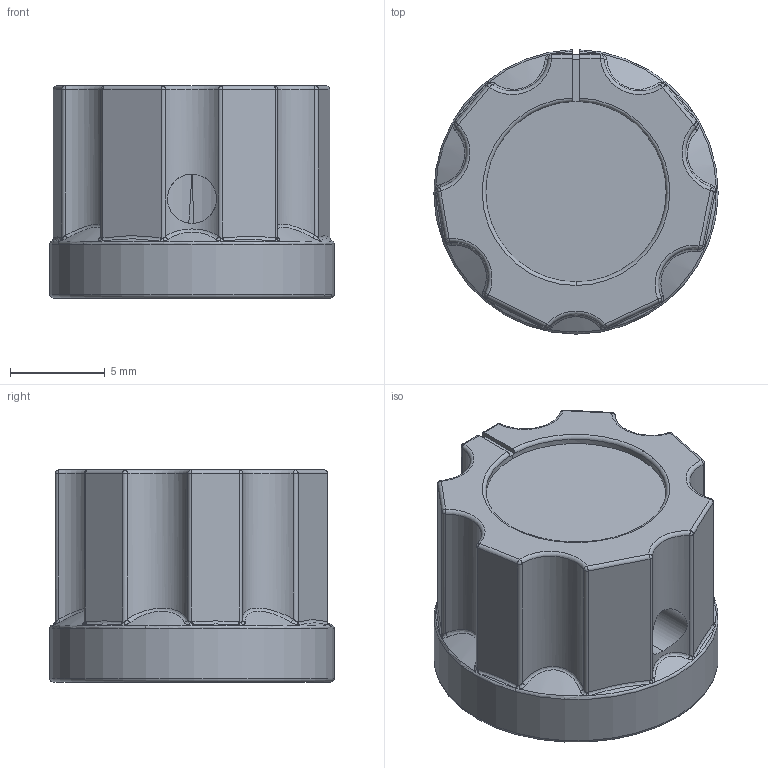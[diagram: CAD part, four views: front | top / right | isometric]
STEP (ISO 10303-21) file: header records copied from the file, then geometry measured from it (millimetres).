
FILE_DESCRIPTION((' '),'2;1');
FILE_NAME( 'Bakelit-Knopf 15 mm schwarz (1272).stp', '2022-08-29T13:41:15', (' '), ('--- Datakit www.datakit.com---'), ' Datakit CrossCadWare V2022.3 Jun 15 2022', 'DATAKIT 2022 (c)', ' ');
FILE_SCHEMA(('AP242_MANAGED_MODEL_BASED_3D_ENGINEERING_MIM_LF { 1 0 10303 442 1 1 4 }'));
Length unit declared in the file: millimetre
Products named in the file (1): Bakelit-Knopf 15 mm schwarz (1272)
Bounding box: 15 x 15 x 11.19 mm (x, y, z)
Volume: 1261.8 mm3; surface area: 1140 mm2
Topology: 1 solids, 1 shells, 147 faces, 351 edges, 193 vertices
Faces by surface type: bspline 53, cylinder 37, plane 19, sphere 14, cone 13, torus 11
Full cylindrical faces by diameter (mm): 5.977 x1
Entity records: 9547 total; most frequent: CARTESIAN_POINT 6510, ORIENTED_EDGE 674, DIRECTION 549, EDGE_CURVE 337, AXIS2_PLACEMENT_3D 237, VERTEX_POINT 194, EDGE_LOOP 151, FACE_OUTER_BOUND 147
